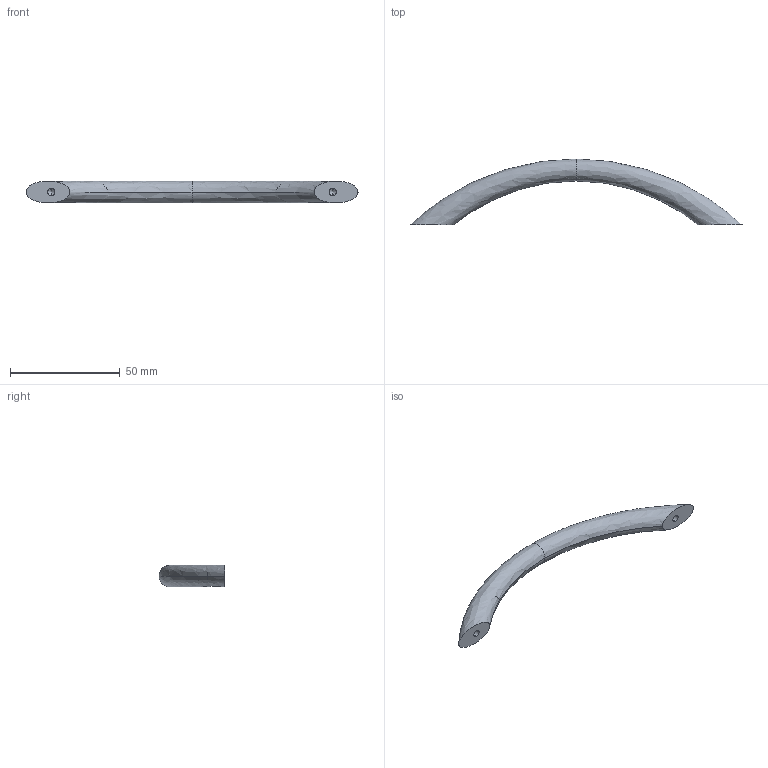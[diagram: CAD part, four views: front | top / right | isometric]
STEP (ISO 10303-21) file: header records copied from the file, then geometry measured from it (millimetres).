
FILE_DESCRIPTION (( 'STEP AP214' ), '1' );
FILE_NAME ('F002800,F002803,F002806,F002809,F002812,F002815,F002818_3D.step', '2022-08-15T13:33:05', ( '' ), ( '' ), 'SwSTEP 2.0', 'SolidWorks 2020', '' );
FILE_SCHEMA (( 'AUTOMOTIVE_DESIGN' ));
Length unit declared in the file: millimetre
Products named in the file (1): F002800,F002803,F002806,F002809,F002812,F002815,F002818_3D
Bounding box: 151 x 30 x 10 mm (x, y, z)
Volume: 12448.1 mm3; surface area: 5254 mm2
Topology: 1 solids, 1 shells, 14 faces, 30 edges, 16 vertices
Faces by surface type: cylinder 4, cone 4, bspline 4, plane 2
Entity records: 1382 total; most frequent: CARTESIAN_POINT 1045, ORIENTED_EDGE 52, DIRECTION 50, EDGE_CURVE 26, AXIS2_PLACEMENT_3D 21, VERTEX_POINT 16, EDGE_LOOP 16, ADVANCED_FACE 14
